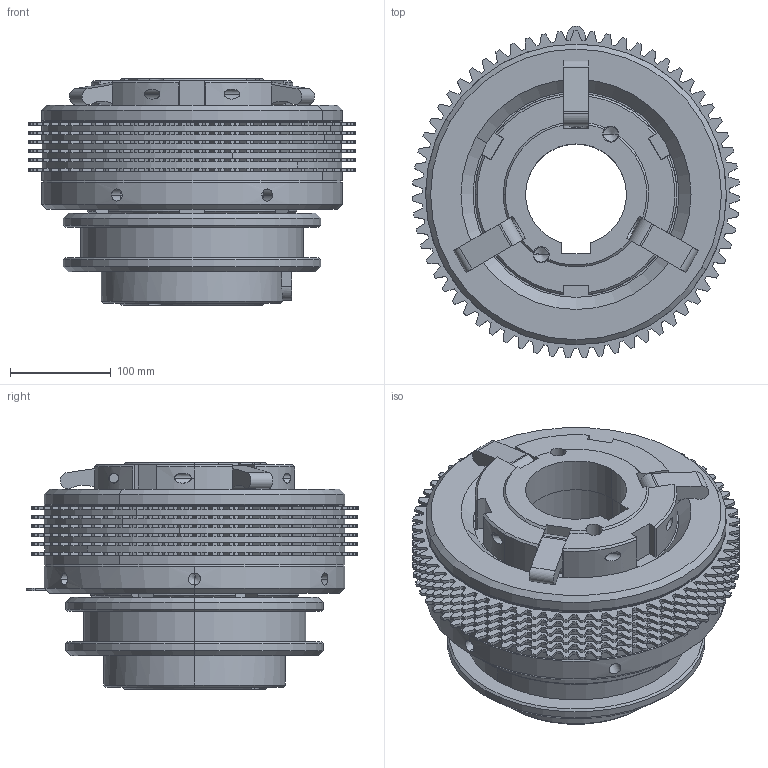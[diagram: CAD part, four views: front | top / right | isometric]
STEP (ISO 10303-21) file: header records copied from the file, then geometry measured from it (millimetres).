
FILE_DESCRIPTION (( 'STEP AP203' ), '1' );
FILE_NAME ('11111Assem1.STEP', '2017-10-17T08:35:49', ( ' ' ), ( '' ), 'SwSTEP 2.0', 'SolidWorks 2009', '' );
FILE_SCHEMA (( 'CONFIG_CONTROL_DESIGN' ));
Length unit declared in the file: millimetre
Products named in the file (1): 11111Assem1
Bounding box: 323.98 x 328.9 x 224 mm (x, y, z)
Volume: 9097305.6 mm3; surface area: 851300 mm2
Topology: 1 solids, 13 shells, 2153 faces, 6287 edges, 4137 vertices
Faces by surface type: plane 1059, cylinder 980, cone 100, torus 14
Entity records: 73185 total; most frequent: CARTESIAN_POINT 14248, DIRECTION 12595, ORIENTED_EDGE 12534, EDGE_CURVE 6267, AXIS2_PLACEMENT_3D 4288, VERTEX_POINT 4137, VECTOR 4019, LINE 4019
